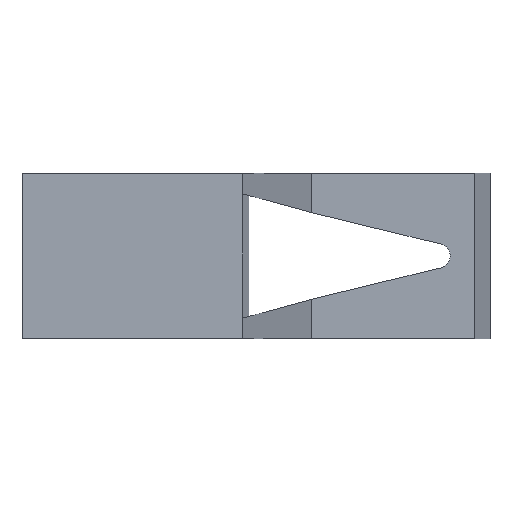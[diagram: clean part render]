
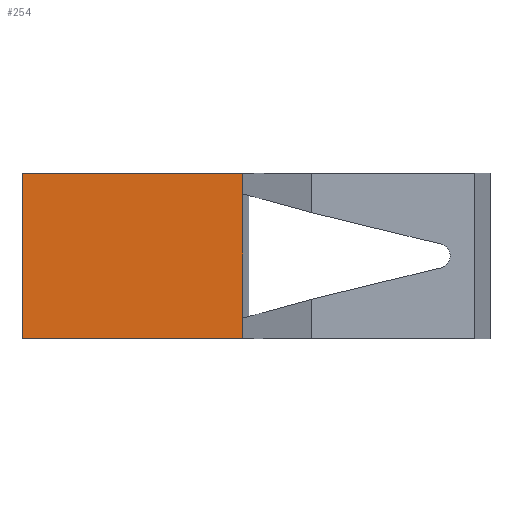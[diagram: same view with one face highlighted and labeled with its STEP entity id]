
A CAD part, top view. The second image highlights one B-rep face of the part: STEP entity #254.
In plain terms, the highlighted planar face has unit normal (0, 0, 1).
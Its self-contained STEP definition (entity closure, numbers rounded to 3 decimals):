
#25=FACE_OUTER_BOUND('',#38,.T.);
#38=EDGE_LOOP('',(#206,#207,#208,#209,#210,#211));
#59=LINE('',#385,#91);
#63=LINE('',#393,#95);
#65=LINE('',#398,#97);
#69=LINE('',#405,#101);
#71=LINE('',#409,#103);
#72=LINE('',#410,#104);
#91=VECTOR('',#315,10.);
#95=VECTOR('',#321,10.);
#97=VECTOR('',#325,10.);
#101=VECTOR('',#333,10.);
#103=VECTOR('',#337,10.);
#104=VECTOR('',#338,10.);
#120=VERTEX_POINT('',#377);
#122=VERTEX_POINT('',#383);
#125=VERTEX_POINT('',#391);
#127=VERTEX_POINT('',#397);
#128=VERTEX_POINT('',#404);
#129=VERTEX_POINT('',#408);
#147=EDGE_CURVE('',#120,#122,#59,.T.);
#151=EDGE_CURVE('',#125,#122,#63,.T.);
#153=EDGE_CURVE('',#127,#120,#65,.T.);
#157=EDGE_CURVE('',#128,#127,#69,.T.);
#159=EDGE_CURVE('',#129,#128,#71,.T.);
#160=EDGE_CURVE('',#129,#125,#72,.T.);
#206=ORIENTED_EDGE('',*,*,#159,.T.);
#207=ORIENTED_EDGE('',*,*,#157,.T.);
#208=ORIENTED_EDGE('',*,*,#153,.T.);
#209=ORIENTED_EDGE('',*,*,#147,.T.);
#210=ORIENTED_EDGE('',*,*,#151,.F.);
#211=ORIENTED_EDGE('',*,*,#160,.F.);
#241=PLANE('',#283);
#254=ADVANCED_FACE('',(#25),#241,.T.);
#283=AXIS2_PLACEMENT_3D('',#407,#335,#336);
#315=DIRECTION('',(0.,1.,0.));
#321=DIRECTION('',(1.,0.,0.));
#325=DIRECTION('',(0.,1.,0.));
#333=DIRECTION('',(0.,1.,0.));
#335=DIRECTION('center_axis',(0.,0.,1.));
#336=DIRECTION('ref_axis',(1.,0.,0.));
#337=DIRECTION('',(1.,0.,0.));
#338=DIRECTION('',(0.,1.,0.));
#377=CARTESIAN_POINT('',(26.647,17.5,2.));
#383=CARTESIAN_POINT('',(26.647,20.,2.));
#385=CARTESIAN_POINT('',(26.647,0.,2.));
#391=CARTESIAN_POINT('',(0.,20.,2.));
#393=CARTESIAN_POINT('',(0.,20.,2.));
#397=CARTESIAN_POINT('',(26.647,2.5,2.));
#398=CARTESIAN_POINT('',(26.647,0.,2.));
#404=CARTESIAN_POINT('',(26.647,0.,2.));
#405=CARTESIAN_POINT('',(26.647,0.,2.));
#407=CARTESIAN_POINT('Origin',(0.,0.,2.));
#408=CARTESIAN_POINT('',(0.,0.,2.));
#409=CARTESIAN_POINT('',(0.,0.,2.));
#410=CARTESIAN_POINT('',(0.,0.,2.));
